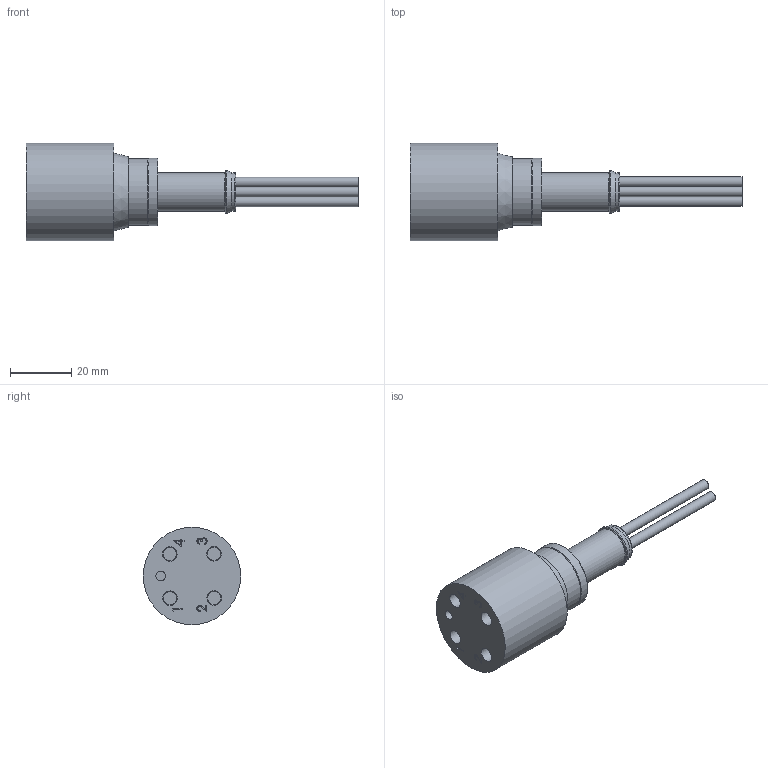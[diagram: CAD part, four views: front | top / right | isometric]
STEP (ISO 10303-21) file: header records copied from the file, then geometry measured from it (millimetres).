
FILE_DESCRIPTION(/* description */ ('STEP AP214'),/* implementation_level */ '2;1');
FILE_NAME(/* name */ 'PBOFB4F.stp',/* time_stamp */ '2021-01-12T15:35:56+01:00',/* author */ ('sh'),/* organization */ (''),/* preprocessor_version */ 'ST-DEVELOPER v17.2',/* originating_system */ 'Autodesk Inventor 2019',/* authorisation */ '');
FILE_SCHEMA (('AUTOMOTIVE_DESIGN { 1 0 10303 214 3 1 1 }'));
Length unit declared in the file: inch
Products named in the file (1): PBOFB4F
Bounding box: 108.14 x 31.75 x 31.75 mm (x, y, z)
Volume: 31395.4 mm3; surface area: 9521.8 mm2
Topology: 1 solids, 1 shells, 122 faces, 341 edges, 240 vertices
Faces by surface type: plane 49, cylinder 30, torus 21, bspline 20, cone 2
Full cylindrical faces by diameter (mm): 3.175 x1, 3.251 x4, 4.775 x20, 12.7 x2, 21.844 x1, 22.149 x1, 31.75 x1
Entity records: 5189 total; most frequent: CARTESIAN_POINT 1892, ORIENTED_EDGE 682, DIRECTION 672, EDGE_CURVE 341, AXIS2_PLACEMENT_3D 268, VERTEX_POINT 240, CIRCLE 165, EDGE_LOOP 141
